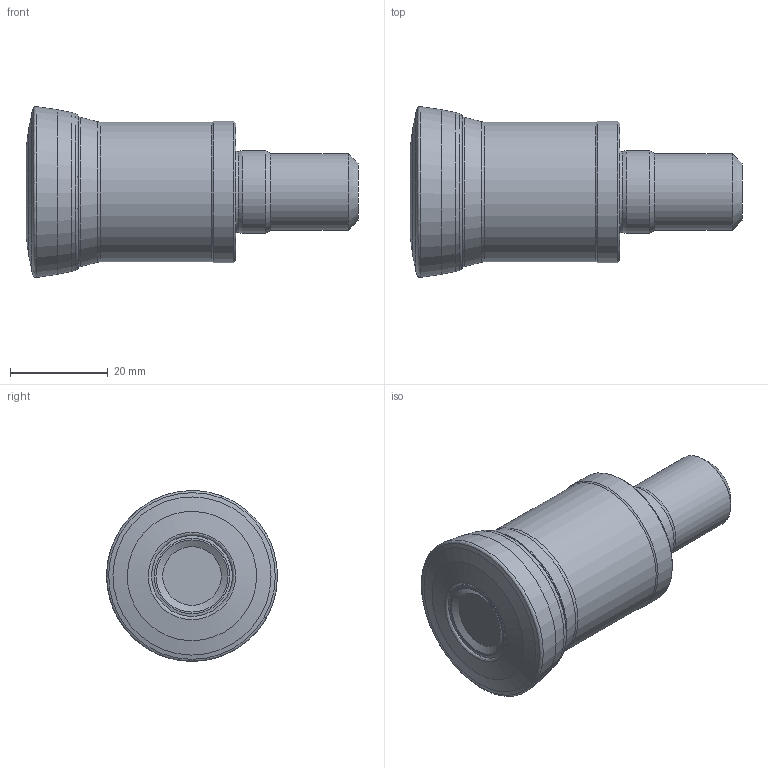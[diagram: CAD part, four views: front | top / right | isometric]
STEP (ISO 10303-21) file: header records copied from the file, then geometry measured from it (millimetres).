
FILE_DESCRIPTION(/* description */ (''),/* implementation_level */ '2;1');
FILE_NAME(/* name */ 'AHFM-SP0945-D35-M16-L43-Z04-H.stp',/* time_stamp */ '2023-10-18T14:30:55+03:00',/* author */ (''),/* organization */ (''),/* preprocessor_version */ 'ST-DEVELOPER v19.4',/* originating_system */ 'SIEMENS PLM Software NX2306.5001',/* authorisation */ '');
FILE_SCHEMA (('AUTOMOTIVE_DESIGN { 1 0 10303 214 3 1 1 1 }'));
Length unit declared in the file: millimetre
Products named in the file (1): AHFM-SP0945-D35-M16-L43-Z04-H-LIGHT_objects
Bounding box: 68.01 x 35 x 35 mm (x, y, z)
Volume: 40694.8 mm3; surface area: 9316.2 mm2
Topology: 2 solids, 2 shells, 38 faces, 87 edges, 53 vertices
Faces by surface type: revolution 16, cone 10, plane 4, cylinder 4, torus 4
Full cylindrical faces by diameter (mm): 15.75 x1, 17 x1, 28.6 x1, 29 x1
Entity records: 876 total; most frequent: CARTESIAN_POINT 177, DIRECTION 144, EDGE_LOOP 74, ORIENTED_EDGE 74, FACE_BOUND 72, AXIS2_PLACEMENT_3D 60, ADVANCED_FACE 38, VERTEX_POINT 37
